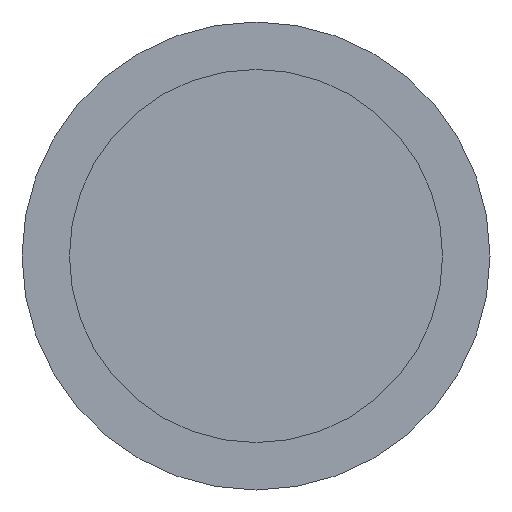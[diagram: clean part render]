
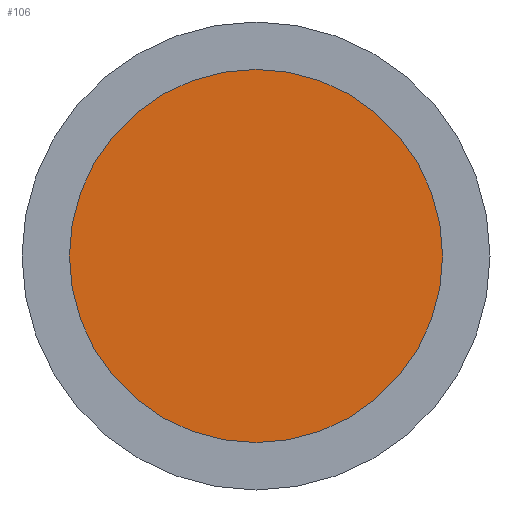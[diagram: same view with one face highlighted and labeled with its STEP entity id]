
A CAD part, left-side view. The second image highlights one B-rep face of the part: STEP entity #106.
In plain terms, the highlighted planar face has unit normal (-1, 0, 0).
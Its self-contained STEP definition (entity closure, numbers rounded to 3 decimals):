
#17=PLANE('',#135);
#22=FACE_OUTER_BOUND('',#29,.T.);
#29=EDGE_LOOP('',(#80,#81));
#45=CIRCLE('',#136,31.5);
#46=CIRCLE('',#137,31.5);
#55=VERTEX_POINT('',#196);
#56=VERTEX_POINT('',#197);
#66=EDGE_CURVE('',#55,#56,#45,.T.);
#67=EDGE_CURVE('',#56,#55,#46,.T.);
#80=ORIENTED_EDGE('',*,*,#66,.T.);
#81=ORIENTED_EDGE('',*,*,#67,.T.);
#106=ADVANCED_FACE('',(#22),#17,.F.);
#135=AXIS2_PLACEMENT_3D('',#195,#158,#159);
#136=AXIS2_PLACEMENT_3D('',#198,#160,#161);
#137=AXIS2_PLACEMENT_3D('',#199,#162,#163);
#158=DIRECTION('center_axis',(1.,0.,0.));
#159=DIRECTION('ref_axis',(0.,0.,-1.));
#160=DIRECTION('center_axis',(-1.,0.,0.));
#161=DIRECTION('ref_axis',(0.,1.,0.));
#162=DIRECTION('center_axis',(-1.,0.,0.));
#163=DIRECTION('ref_axis',(0.,1.,0.));
#195=CARTESIAN_POINT('Origin',(-11.5,0.,0.));
#196=CARTESIAN_POINT('',(-11.5,31.5,0.));
#197=CARTESIAN_POINT('',(-11.5,-31.5,0.));
#198=CARTESIAN_POINT('Origin',(-11.5,0.,0.));
#199=CARTESIAN_POINT('Origin',(-11.5,0.,0.));
